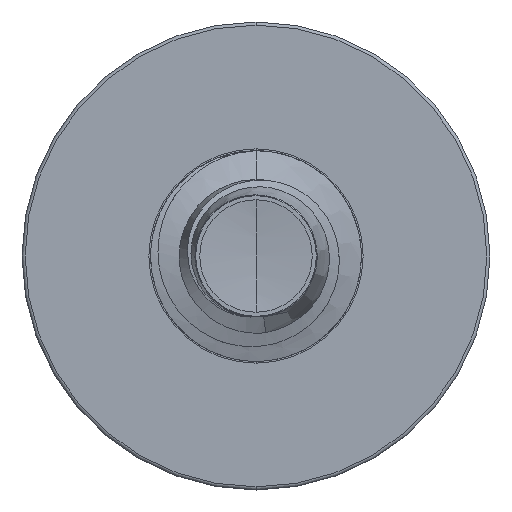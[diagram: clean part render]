
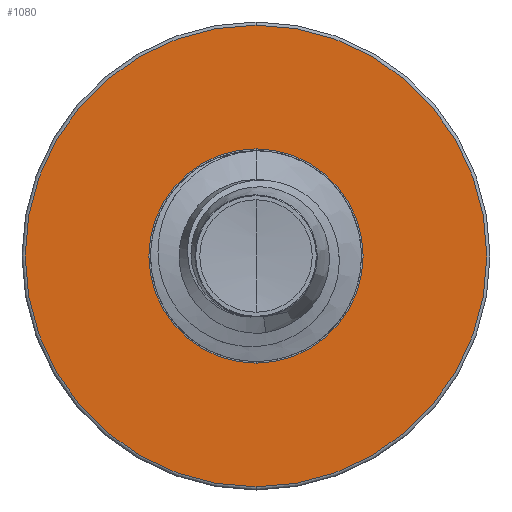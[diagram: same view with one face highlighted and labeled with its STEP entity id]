
A CAD part, front view. The second image highlights one B-rep face of the part: STEP entity #1080.
In plain terms, the highlighted planar face has unit normal (0, -1, 0).
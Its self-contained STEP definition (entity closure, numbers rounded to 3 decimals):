
#606 = CIRCLE ( 'NONE', #6987, 1.973 ) ;
#610 = DIRECTION ( 'NONE',  ( 0., 0., 1. ) ) ;
#628 = FACE_BOUND ( 'NONE', #5315, .T. ) ;
#1022 = EDGE_CURVE ( 'NONE', #1798, #1430, #3699, .T. ) ;
#1080 = ADVANCED_FACE ( 'NONE', ( #7168, #628 ), #8142, .F. ) ;
#1259 = VERTEX_POINT ( 'NONE', #7440 ) ;
#1430 = VERTEX_POINT ( 'NONE', #5448 ) ;
#1605 = CARTESIAN_POINT ( 'NONE',  ( 0., 4., 0. ) ) ;
#1798 = VERTEX_POINT ( 'NONE', #4825 ) ;
#2438 = DIRECTION ( 'NONE',  ( 0., 0., 1. ) ) ;
#2491 = CIRCLE ( 'NONE', #2874, 1.973 ) ;
#2507 = DIRECTION ( 'NONE',  ( 0., 1., 0. ) ) ;
#2819 = AXIS2_PLACEMENT_3D ( 'NONE', #7350, #7943, #8050 ) ;
#2874 = AXIS2_PLACEMENT_3D ( 'NONE', #7415, #2507, #8197 ) ;
#2963 = ORIENTED_EDGE ( 'NONE', *, *, #1022, .T. ) ;
#3089 = AXIS2_PLACEMENT_3D ( 'NONE', #7389, #7544, #7535 ) ;
#3161 = ORIENTED_EDGE ( 'NONE', *, *, #7087, .F. ) ;
#3699 = CIRCLE ( 'NONE', #3089, 0.916 ) ;
#3927 = CARTESIAN_POINT ( 'NONE',  ( 0., 4., 1.973 ) ) ;
#4274 = EDGE_LOOP ( 'NONE', ( #9915, #3161 ) ) ;
#4825 = CARTESIAN_POINT ( 'NONE',  ( 0., 4., 0.916 ) ) ;
#5315 = EDGE_LOOP ( 'NONE', ( #2963, #5721 ) ) ;
#5448 = CARTESIAN_POINT ( 'NONE',  ( 0., 4., -0.916 ) ) ;
#5576 = DIRECTION ( 'NONE',  ( 0., 1., 0. ) ) ;
#5721 = ORIENTED_EDGE ( 'NONE', *, *, #6620, .T. ) ;
#6620 = EDGE_CURVE ( 'NONE', #1430, #1798, #7885, .T. ) ;
#6903 = VERTEX_POINT ( 'NONE', #3927 ) ;
#6987 = AXIS2_PLACEMENT_3D ( 'NONE', #1605, #7341, #2438 ) ;
#7087 = EDGE_CURVE ( 'NONE', #1259, #6903, #606, .T. ) ;
#7168 = FACE_OUTER_BOUND ( 'NONE', #4274, .T. ) ;
#7341 = DIRECTION ( 'NONE',  ( 0., 1., 0. ) ) ;
#7350 = CARTESIAN_POINT ( 'NONE',  ( 0., 4., -0.916 ) ) ;
#7389 = CARTESIAN_POINT ( 'NONE',  ( 0., 4., 0. ) ) ;
#7415 = CARTESIAN_POINT ( 'NONE',  ( 0., 4., 0. ) ) ;
#7440 = CARTESIAN_POINT ( 'NONE',  ( 0., 4., -1.973 ) ) ;
#7535 = DIRECTION ( 'NONE',  ( 0., 0., 1. ) ) ;
#7544 = DIRECTION ( 'NONE',  ( 0., 1., 0. ) ) ;
#7842 = AXIS2_PLACEMENT_3D ( 'NONE', #10215, #5576, #610 ) ;
#7885 = CIRCLE ( 'NONE', #7842, 0.916 ) ;
#7943 = DIRECTION ( 'NONE',  ( 0., 1., 0. ) ) ;
#8050 = DIRECTION ( 'NONE',  ( 0., 0., 1. ) ) ;
#8142 = PLANE ( 'NONE',  #2819 ) ;
#8197 = DIRECTION ( 'NONE',  ( 0., 0., 1. ) ) ;
#9768 = EDGE_CURVE ( 'NONE', #6903, #1259, #2491, .T. ) ;
#9915 = ORIENTED_EDGE ( 'NONE', *, *, #9768, .F. ) ;
#10215 = CARTESIAN_POINT ( 'NONE',  ( 0., 4., 0. ) ) ;
